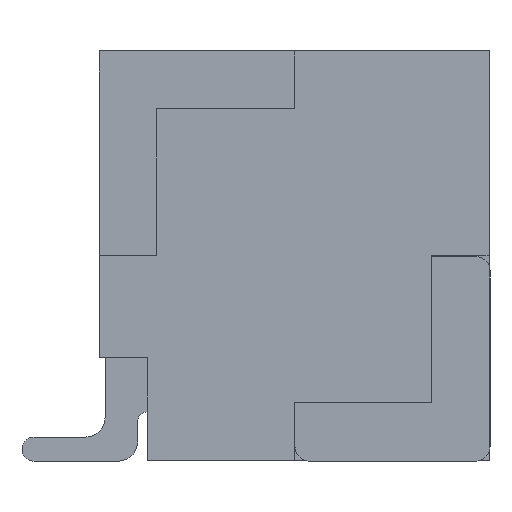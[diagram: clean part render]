
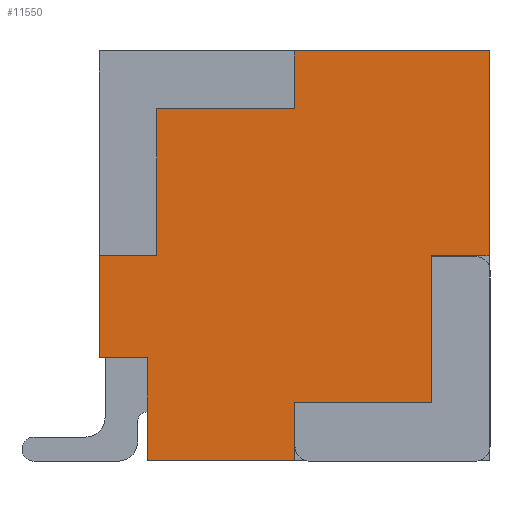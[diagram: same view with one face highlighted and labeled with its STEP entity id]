
A CAD part, left-side view. The second image highlights one B-rep face of the part: STEP entity #11550.
In plain terms, the highlighted planar face has unit normal (-1, 0, 0).
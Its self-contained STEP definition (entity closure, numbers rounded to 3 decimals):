
#609=FACE_OUTER_BOUND('',#1238,.T.);
#1238=EDGE_LOOP('',(#7571,#7572,#7573,#7574,#7575,#7576,#7577,#7578,#7579,
#7580,#7581,#7582,#7583,#7584));
#1831=LINE('',#15575,#3140);
#1943=LINE('',#15968,#3252);
#2058=LINE('',#16195,#3367);
#2095=LINE('',#16271,#3404);
#2158=LINE('',#16380,#3467);
#2166=LINE('',#16396,#3475);
#2167=LINE('',#16398,#3476);
#2168=LINE('',#16400,#3477);
#2169=LINE('',#16402,#3478);
#2170=LINE('',#16403,#3479);
#2171=LINE('',#16405,#3480);
#2172=LINE('',#16407,#3481);
#2173=LINE('',#16409,#3482);
#2174=LINE('',#16410,#3483);
#3140=VECTOR('',#12874,1.);
#3252=VECTOR('',#12990,1.);
#3367=VECTOR('',#13147,1.);
#3404=VECTOR('',#13190,1.);
#3467=VECTOR('',#13257,1.);
#3475=VECTOR('',#13269,1.);
#3476=VECTOR('',#13270,1.);
#3477=VECTOR('',#13271,1.);
#3478=VECTOR('',#13272,1.);
#3479=VECTOR('',#13273,1.);
#3480=VECTOR('',#13274,1.);
#3481=VECTOR('',#13275,1.);
#3482=VECTOR('',#13276,1.);
#3483=VECTOR('',#13277,1.);
#4449=VERTEX_POINT('',#15573);
#4450=VERTEX_POINT('',#15574);
#4571=VERTEX_POINT('',#15967);
#4661=VERTEX_POINT('',#16192);
#4662=VERTEX_POINT('',#16194);
#4697=VERTEX_POINT('',#16268);
#4698=VERTEX_POINT('',#16270);
#4742=VERTEX_POINT('',#16378);
#4749=VERTEX_POINT('',#16397);
#4750=VERTEX_POINT('',#16399);
#4751=VERTEX_POINT('',#16401);
#4752=VERTEX_POINT('',#16404);
#4753=VERTEX_POINT('',#16406);
#4754=VERTEX_POINT('',#16408);
#5535=EDGE_CURVE('',#4449,#4450,#1831,.T.);
#5657=EDGE_CURVE('',#4449,#4571,#1943,.T.);
#5772=EDGE_CURVE('',#4662,#4661,#2058,.T.);
#5809=EDGE_CURVE('',#4697,#4698,#2095,.T.);
#5872=EDGE_CURVE('',#4742,#4697,#2158,.T.);
#5880=EDGE_CURVE('',#4571,#4661,#2166,.T.);
#5881=EDGE_CURVE('',#4749,#4450,#2167,.T.);
#5882=EDGE_CURVE('',#4750,#4749,#2168,.T.);
#5883=EDGE_CURVE('',#4751,#4750,#2169,.T.);
#5884=EDGE_CURVE('',#4698,#4751,#2170,.T.);
#5885=EDGE_CURVE('',#4752,#4742,#2171,.T.);
#5886=EDGE_CURVE('',#4753,#4752,#2172,.T.);
#5887=EDGE_CURVE('',#4754,#4753,#2173,.T.);
#5888=EDGE_CURVE('',#4662,#4754,#2174,.T.);
#7571=ORIENTED_EDGE('',*,*,#5772,.T.);
#7572=ORIENTED_EDGE('',*,*,#5880,.F.);
#7573=ORIENTED_EDGE('',*,*,#5657,.F.);
#7574=ORIENTED_EDGE('',*,*,#5535,.T.);
#7575=ORIENTED_EDGE('',*,*,#5881,.F.);
#7576=ORIENTED_EDGE('',*,*,#5882,.F.);
#7577=ORIENTED_EDGE('',*,*,#5883,.F.);
#7578=ORIENTED_EDGE('',*,*,#5884,.F.);
#7579=ORIENTED_EDGE('',*,*,#5809,.F.);
#7580=ORIENTED_EDGE('',*,*,#5872,.F.);
#7581=ORIENTED_EDGE('',*,*,#5885,.F.);
#7582=ORIENTED_EDGE('',*,*,#5886,.F.);
#7583=ORIENTED_EDGE('',*,*,#5887,.F.);
#7584=ORIENTED_EDGE('',*,*,#5888,.F.);
#10488=PLANE('',#12199);
#11550=ADVANCED_FACE('',(#609),#10488,.F.);
#12199=AXIS2_PLACEMENT_3D('',#16395,#13267,#13268);
#12874=DIRECTION('',(0.,-1.,0.));
#12990=DIRECTION('',(0.,0.,1.));
#13147=DIRECTION('',(0.,0.,-1.));
#13190=DIRECTION('',(0.,0.,-1.));
#13257=DIRECTION('',(0.,-1.,0.));
#13267=DIRECTION('center_axis',(1.,0.,0.));
#13268=DIRECTION('ref_axis',(0.,1.,0.));
#13269=DIRECTION('',(0.,1.,0.));
#13270=DIRECTION('',(0.,0.,-1.));
#13271=DIRECTION('',(0.,1.,0.));
#13272=DIRECTION('',(0.,0.,-1.));
#13273=DIRECTION('',(0.,1.,0.));
#13274=DIRECTION('',(0.,0.,1.));
#13275=DIRECTION('',(0.,-1.,0.));
#13276=DIRECTION('',(0.,0.,1.));
#13277=DIRECTION('',(0.,-1.,0.));
#15573=CARTESIAN_POINT('',(-4.125,0.977,0.01));
#15574=CARTESIAN_POINT('',(-4.125,-0.548,0.01));
#15575=CARTESIAN_POINT('',(-4.125,1.477,0.01));
#15967=CARTESIAN_POINT('',(-4.125,0.977,1.072));
#15968=CARTESIAN_POINT('',(-4.125,0.977,0.01));
#16192=CARTESIAN_POINT('',(-4.125,1.477,1.072));
#16194=CARTESIAN_POINT('',(-4.125,1.477,2.135));
#16195=CARTESIAN_POINT('',(-4.125,1.477,4.26));
#16268=CARTESIAN_POINT('',(-4.125,-2.573,4.26));
#16270=CARTESIAN_POINT('',(-4.125,-2.573,2.135));
#16271=CARTESIAN_POINT('',(-4.125,-2.573,4.26));
#16378=CARTESIAN_POINT('',(-4.125,-0.548,4.26));
#16380=CARTESIAN_POINT('',(-4.125,1.477,4.26));
#16395=CARTESIAN_POINT('Origin',(-4.125,1.477,4.26));
#16396=CARTESIAN_POINT('',(-4.125,0.977,1.072));
#16397=CARTESIAN_POINT('',(-4.125,-0.548,0.61));
#16398=CARTESIAN_POINT('',(-4.125,-0.548,0.61));
#16399=CARTESIAN_POINT('',(-4.125,-1.973,0.61));
#16400=CARTESIAN_POINT('',(-4.125,-1.973,0.61));
#16401=CARTESIAN_POINT('',(-4.125,-1.973,2.135));
#16402=CARTESIAN_POINT('',(-4.125,-1.973,2.135));
#16403=CARTESIAN_POINT('',(-4.125,-2.573,2.135));
#16404=CARTESIAN_POINT('',(-4.125,-0.548,3.66));
#16405=CARTESIAN_POINT('',(-4.125,-0.548,3.66));
#16406=CARTESIAN_POINT('',(-4.125,0.877,3.66));
#16407=CARTESIAN_POINT('',(-4.125,0.877,3.66));
#16408=CARTESIAN_POINT('',(-4.125,0.877,2.135));
#16409=CARTESIAN_POINT('',(-4.125,0.877,2.135));
#16410=CARTESIAN_POINT('',(-4.125,1.477,2.135));
